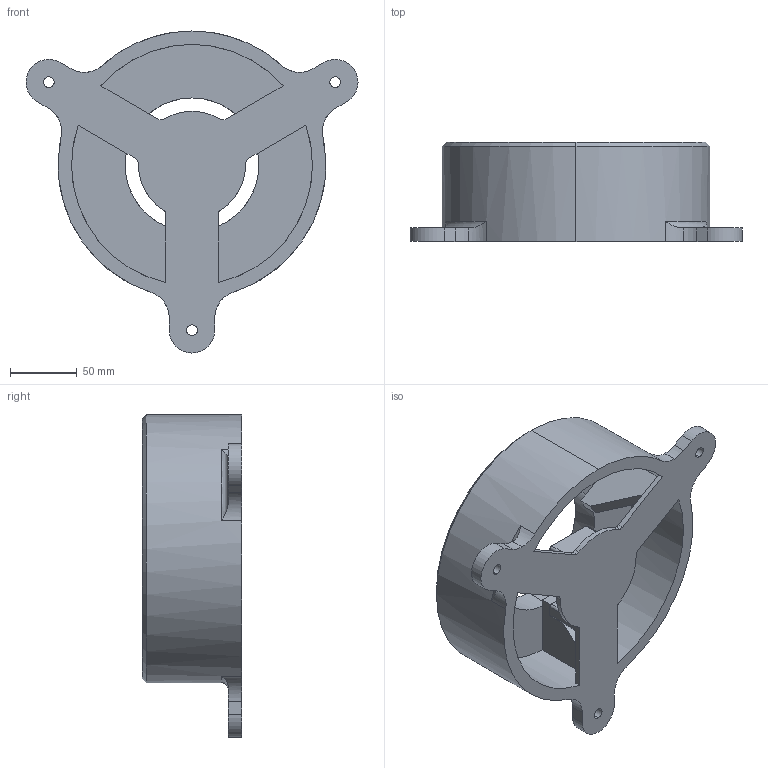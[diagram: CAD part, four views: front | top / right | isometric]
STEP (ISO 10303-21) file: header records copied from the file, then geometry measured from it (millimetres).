
FILE_DESCRIPTION (( 'STEP AP203' ), '1' );
FILE_NAME ('Pack and go 8-II( Updated Final Assembly File)Base_Default_sldprt.STEP', '2024-12-13T20:43:03', ( '' ), ( '' ), 'SwSTEP 2.0', 'SolidWorks 2024', '' );
FILE_SCHEMA (( 'CONFIG_CONTROL_DESIGN' ));
Length unit declared in the file: millimetre
Products named in the file (1): Pack and go 8-II( Updated Final Assembly File)Base_Default_sldprt
Bounding box: 247.99 x 74 x 240.54 mm (x, y, z)
Volume: 945156.1 mm3; surface area: 176433.3 mm2
Topology: 1 solids, 1 shells, 138 faces, 370 edges, 237 vertices
Faces by surface type: cylinder 63, plane 55, torus 12, cone 8
Entity records: 4558 total; most frequent: CARTESIAN_POINT 882, DIRECTION 797, ORIENTED_EDGE 740, EDGE_CURVE 370, AXIS2_PLACEMENT_3D 300, VERTEX_POINT 237, VECTOR 197, LINE 197
